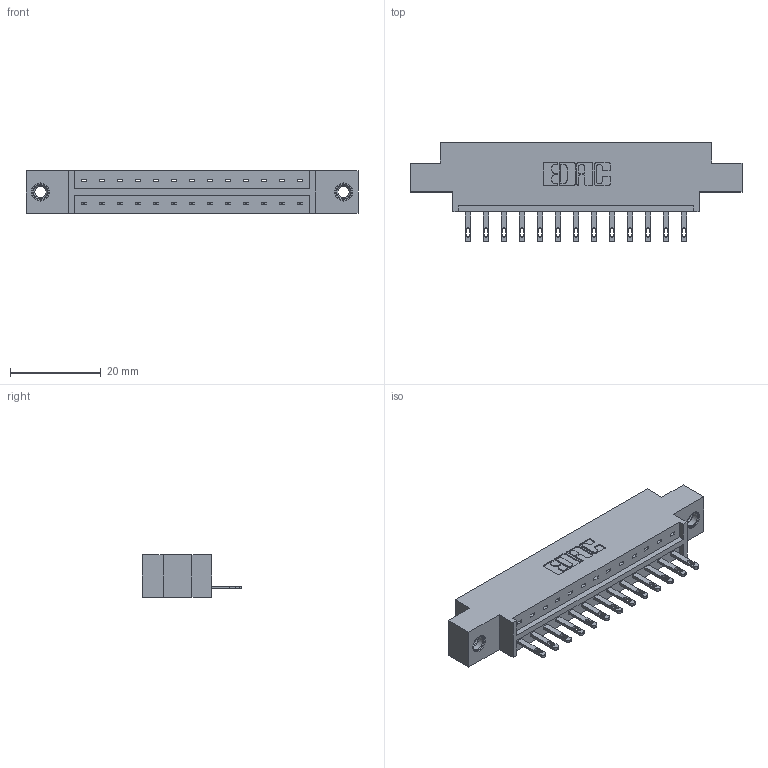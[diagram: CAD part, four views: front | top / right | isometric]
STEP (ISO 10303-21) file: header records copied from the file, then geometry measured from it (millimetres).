
FILE_DESCRIPTION (( 'STEP AP203' ), '1' );
FILE_NAME ('833-013-500-607.STEP', '2020-05-30T23:27:31', ( '' ), ( '' ), 'SwSTEP 2.0', 'SolidWorks 2020', '' );
FILE_SCHEMA (( 'CONFIG_CONTROL_DESIGN' ));
Length unit declared in the file: inch
Products named in the file (4): 833-013-500-607; 345-250-001_345-250-005-103; 833 Part_Offset - .156 Dia - TI; 345-292-001_345-293-100
Assembly tree (16 placements, depth 2):
  833-013-500-607
    833 Part_Offset - .156 Dia - TI
    345-292-001_345-293-100  x13
    345-250-001_345-250-005-103  x2
Bounding box: 73.05 x 21.85 x 9.4 mm (x, y, z)
Volume: 6868.3 mm3; surface area: 7508.6 mm2
Topology: 16 solids, 16 shells, 880 faces, 2643 edges, 1754 vertices
Faces by surface type: plane 574, cylinder 290, cone 12, torus 4
Entity records: 12946 total; most frequent: CARTESIAN_POINT 2220, ORIENTED_EDGE 2162, DIRECTION 1965, EDGE_CURVE 1081, VECTOR 929, LINE 929, VERTEX_POINT 716, AXIS2_PLACEMENT_3D 518
